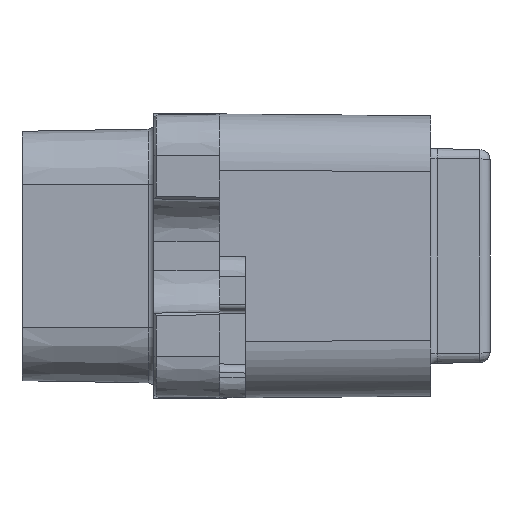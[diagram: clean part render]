
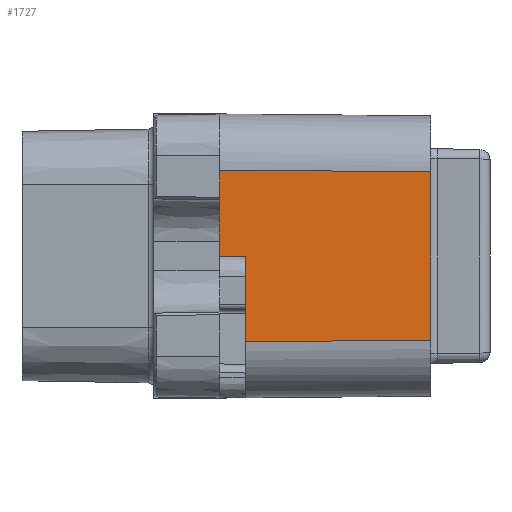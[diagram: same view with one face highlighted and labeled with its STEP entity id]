
A CAD part, left-side view. The second image highlights one B-rep face of the part: STEP entity #1727.
In plain terms, the highlighted planar face has unit normal (-1, -0.009, 0).
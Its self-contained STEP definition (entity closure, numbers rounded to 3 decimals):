
#1150 = CARTESIAN_POINT ( 'NONE',  ( -27.678, -2.5, -0.044 ) ) ;
#1714 = EDGE_CURVE ( 'NONE', #2072, #20140, #28730, .T. ) ;
#1727 = ADVANCED_FACE ( 'NONE', ( #9940 ), #21511, .T. ) ;
#1769 = VECTOR ( 'NONE', #2282, 1000. ) ;
#1996 = LINE ( 'NONE', #28814, #22611 ) ;
#2072 = VERTEX_POINT ( 'NONE', #1150 ) ;
#2091 = CARTESIAN_POINT ( 'NONE',  ( -27.7, 0., 8.291 ) ) ;
#2140 = LINE ( 'NONE', #20776, #5281 ) ;
#2200 = LINE ( 'NONE', #30777, #1769 ) ;
#2282 = DIRECTION ( 'NONE',  ( 0., 0., -1. ) ) ;
#2433 = ORIENTED_EDGE ( 'NONE', *, *, #12290, .T. ) ;
#3640 = DIRECTION ( 'NONE',  ( 0., 0., 1. ) ) ;
#5281 = VECTOR ( 'NONE', #26399, 1000. ) ;
#5689 = DIRECTION ( 'NONE',  ( -0.009, 1., 0.009 ) ) ;
#6074 = CARTESIAN_POINT ( 'NONE',  ( -27.7, 0.047, 8.292 ) ) ;
#6337 = VECTOR ( 'NONE', #3640, 1000. ) ;
#6599 = ORIENTED_EDGE ( 'NONE', *, *, #1714, .F. ) ;
#7502 = DIRECTION ( 'NONE',  ( -1., -0.009, 0. ) ) ;
#7587 = CARTESIAN_POINT ( 'NONE',  ( -27.522, -20.36, -8.114 ) ) ;
#9940 = FACE_OUTER_BOUND ( 'NONE', #19484, .T. ) ;
#10693 = VECTOR ( 'NONE', #5689, 1000. ) ;
#10787 = EDGE_CURVE ( 'NONE', #35173, #11681, #2200, .T. ) ;
#11598 = LINE ( 'NONE', #6074, #10693 ) ;
#11681 = VERTEX_POINT ( 'NONE', #7587 ) ;
#12290 = EDGE_CURVE ( 'NONE', #21949, #20140, #2140, .T. ) ;
#12682 = ORIENTED_EDGE ( 'NONE', *, *, #10787, .F. ) ;
#14257 = EDGE_CURVE ( 'NONE', #20295, #11681, #1996, .T. ) ;
#15289 = LINE ( 'NONE', #17961, #6337 ) ;
#15786 = DIRECTION ( 'NONE',  ( 0.009, -1., 0. ) ) ;
#16147 = CARTESIAN_POINT ( 'NONE',  ( -27.7, 0., 13.7 ) ) ;
#17742 = DIRECTION ( 'NONE',  ( 0.009, -1., 0.009 ) ) ;
#17961 = CARTESIAN_POINT ( 'NONE',  ( -27.678, -2.5, 13.7 ) ) ;
#19484 = EDGE_LOOP ( 'NONE', ( #6599, #30737, #32236, #12682, #35547, #2433 ) ) ;
#20140 = VERTEX_POINT ( 'NONE', #22723 ) ;
#20295 = VERTEX_POINT ( 'NONE', #32178 ) ;
#20652 = EDGE_CURVE ( 'NONE', #20295, #2072, #15289, .T. ) ;
#20776 = CARTESIAN_POINT ( 'NONE',  ( -27.7, 0., 13.7 ) ) ;
#21511 = PLANE ( 'NONE',  #28460 ) ;
#21949 = VERTEX_POINT ( 'NONE', #2091 ) ;
#22611 = VECTOR ( 'NONE', #17742, 1000. ) ;
#22723 = CARTESIAN_POINT ( 'NONE',  ( -27.7, 0., 0. ) ) ;
#22837 = CARTESIAN_POINT ( 'NONE',  ( -27.522, -20.36, 8.114 ) ) ;
#26399 = DIRECTION ( 'NONE',  ( 0., 0., -1. ) ) ;
#27117 = DIRECTION ( 'NONE',  ( -0.009, 1., 0.017 ) ) ;
#28460 = AXIS2_PLACEMENT_3D ( 'NONE', #16147, #7502, #15786 ) ;
#28730 = LINE ( 'NONE', #32357, #32300 ) ;
#28814 = CARTESIAN_POINT ( 'NONE',  ( -27.698, -0.192, -8.29 ) ) ;
#30005 = EDGE_CURVE ( 'NONE', #35173, #21949, #11598, .T. ) ;
#30737 = ORIENTED_EDGE ( 'NONE', *, *, #20652, .F. ) ;
#30777 = CARTESIAN_POINT ( 'NONE',  ( -27.522, -20.36, 13.7 ) ) ;
#32178 = CARTESIAN_POINT ( 'NONE',  ( -27.678, -2.5, -8.269 ) ) ;
#32236 = ORIENTED_EDGE ( 'NONE', *, *, #14257, .T. ) ;
#32300 = VECTOR ( 'NONE', #27117, 1000. ) ;
#32357 = CARTESIAN_POINT ( 'NONE',  ( -27.702, 0.239, 0.004 ) ) ;
#35173 = VERTEX_POINT ( 'NONE', #22837 ) ;
#35547 = ORIENTED_EDGE ( 'NONE', *, *, #30005, .T. ) ;
